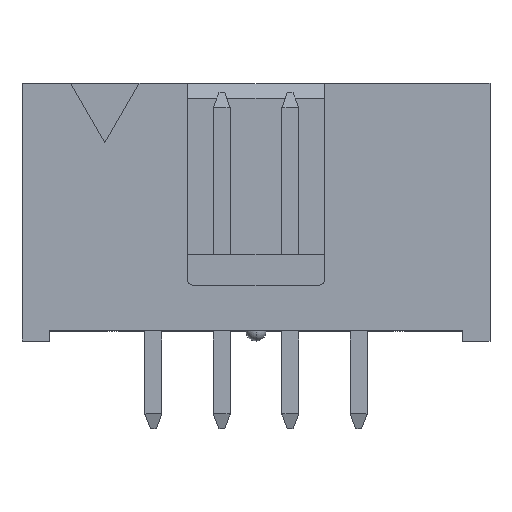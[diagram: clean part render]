
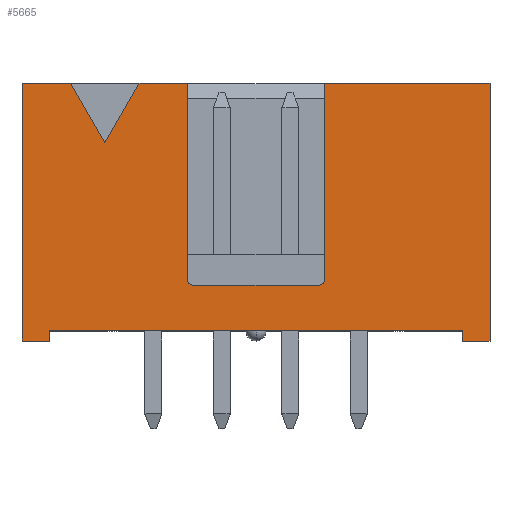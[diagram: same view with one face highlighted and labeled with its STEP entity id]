
A CAD part, top view. The second image highlights one B-rep face of the part: STEP entity #5665.
In plain terms, the highlighted planar face has unit normal (0, 0, 1).
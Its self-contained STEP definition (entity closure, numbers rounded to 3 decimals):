
#62 = CARTESIAN_POINT ( 'NONE',  ( -7.665, 0.38, 4.41 ) ) ;
#203 = ORIENTED_EDGE ( 'NONE', *, *, #5781, .F. ) ;
#295 = LINE ( 'NONE', #6501, #1809 ) ;
#372 = LINE ( 'NONE', #2495, #4982 ) ;
#398 = ORIENTED_EDGE ( 'NONE', *, *, #3662, .F. ) ;
#526 = CARTESIAN_POINT ( 'NONE',  ( 2.54, 9.57, 4.41 ) ) ;
#584 = ORIENTED_EDGE ( 'NONE', *, *, #1420, .F. ) ;
#589 = LINE ( 'NONE', #2698, #6254 ) ;
#659 = CARTESIAN_POINT ( 'NONE',  ( 8.685, 9.57, 4.41 ) ) ;
#705 = DIRECTION ( 'NONE',  ( 0., -1., 0. ) ) ;
#795 = ORIENTED_EDGE ( 'NONE', *, *, #4680, .F. ) ;
#851 = VERTEX_POINT ( 'NONE', #8605 ) ;
#892 = ORIENTED_EDGE ( 'NONE', *, *, #8660, .F. ) ;
#972 = ORIENTED_EDGE ( 'NONE', *, *, #7740, .F. ) ;
#1034 = EDGE_CURVE ( 'NONE', #3060, #851, #7420, .T. ) ;
#1142 = EDGE_CURVE ( 'NONE', #4469, #2956, #2988, .T. ) ;
#1202 = LINE ( 'NONE', #6667, #2215 ) ;
#1240 = DIRECTION ( 'NONE',  ( 1., 0., 0. ) ) ;
#1250 = PLANE ( 'NONE',  #8783 ) ;
#1343 = ORIENTED_EDGE ( 'NONE', *, *, #8523, .T. ) ;
#1383 = CARTESIAN_POINT ( 'NONE',  ( -2.54, 9.57, 4.41 ) ) ;
#1420 = EDGE_CURVE ( 'NONE', #5007, #3269, #295, .T. ) ;
#1452 = CIRCLE ( 'NONE', #7723, 0.2 ) ;
#1655 = DIRECTION ( 'NONE',  ( 0., -1., 0. ) ) ;
#1698 = CARTESIAN_POINT ( 'NONE',  ( 7.665, 0.38, 4.41 ) ) ;
#1809 = VECTOR ( 'NONE', #3092, 1000. ) ;
#1881 = CARTESIAN_POINT ( 'NONE',  ( -4.343, 9.57, 4.41 ) ) ;
#1937 = CARTESIAN_POINT ( 'NONE',  ( -7.665, 0., 4.41 ) ) ;
#2029 = CARTESIAN_POINT ( 'NONE',  ( 2.54, 2.27, 4.41 ) ) ;
#2199 = CARTESIAN_POINT ( 'NONE',  ( -2.34, 2.27, 4.41 ) ) ;
#2206 = VECTOR ( 'NONE', #4191, 1000. ) ;
#2215 = VECTOR ( 'NONE', #8579, 1000. ) ;
#2306 = VECTOR ( 'NONE', #6337, 1000. ) ;
#2495 = CARTESIAN_POINT ( 'NONE',  ( 7.665, 0.38, 4.41 ) ) ;
#2566 = FACE_OUTER_BOUND ( 'NONE', #3167, .T. ) ;
#2648 = EDGE_CURVE ( 'NONE', #8406, #3060, #1452, .T. ) ;
#2671 = ORIENTED_EDGE ( 'NONE', *, *, #1142, .T. ) ;
#2698 = CARTESIAN_POINT ( 'NONE',  ( -8.685, 0., 4.41 ) ) ;
#2702 = VERTEX_POINT ( 'NONE', #7636 ) ;
#2810 = CARTESIAN_POINT ( 'NONE',  ( -8.685, 9.57, 4.41 ) ) ;
#2876 = CARTESIAN_POINT ( 'NONE',  ( -2.54, 9.57, 4.41 ) ) ;
#2952 = CARTESIAN_POINT ( 'NONE',  ( -8.685, 0., 4.41 ) ) ;
#2956 = VERTEX_POINT ( 'NONE', #3853 ) ;
#2967 = DIRECTION ( 'NONE',  ( 1., 0., 0. ) ) ;
#2988 = LINE ( 'NONE', #2952, #2206 ) ;
#3060 = VERTEX_POINT ( 'NONE', #2029 ) ;
#3092 = DIRECTION ( 'NONE',  ( 0.5, -0.866, 0. ) ) ;
#3167 = EDGE_LOOP ( 'NONE', ( #203, #972, #584, #3924, #3390, #6426, #795, #5673, #1343, #2671, #3642, #6510, #5266, #4967, #398, #6753, #892 ) ) ;
#3269 = VERTEX_POINT ( 'NONE', #4796 ) ;
#3331 = CARTESIAN_POINT ( 'NONE',  ( -8.685, 0., 4.41 ) ) ;
#3390 = ORIENTED_EDGE ( 'NONE', *, *, #4155, .T. ) ;
#3413 = CARTESIAN_POINT ( 'NONE',  ( -2.34, 2.07, 4.41 ) ) ;
#3483 = CARTESIAN_POINT ( 'NONE',  ( 2.34, 2.27, 4.41 ) ) ;
#3482 = VECTOR ( 'NONE', #7560, 1000. ) ;
#3520 = EDGE_CURVE ( 'NONE', #7330, #8597, #589, .T. ) ;
#3551 = VECTOR ( 'NONE', #4660, 1000. ) ;
#3623 = VECTOR ( 'NONE', #5452, 1000. ) ;
#3626 = LINE ( 'NONE', #2810, #2306 ) ;
#3642 = ORIENTED_EDGE ( 'NONE', *, *, #4187, .F. ) ;
#3662 = EDGE_CURVE ( 'NONE', #7361, #8406, #7115, .T. ) ;
#3853 = CARTESIAN_POINT ( 'NONE',  ( 8.685, 0., 4.41 ) ) ;
#3924 = ORIENTED_EDGE ( 'NONE', *, *, #7875, .F. ) ;
#4002 = DIRECTION ( 'NONE',  ( 0., -1., 0. ) ) ;
#4028 = VECTOR ( 'NONE', #6355, 1000. ) ;
#4121 = LINE ( 'NONE', #6159, #3482 ) ;
#4155 = EDGE_CURVE ( 'NONE', #5490, #7330, #6723, .T. ) ;
#4187 = EDGE_CURVE ( 'NONE', #5686, #2956, #4684, .T. ) ;
#4191 = DIRECTION ( 'NONE',  ( 1., 0., 0. ) ) ;
#4303 = VECTOR ( 'NONE', #705, 1000. ) ;
#4453 = AXIS2_PLACEMENT_3D ( 'NONE', #2199, #6246, #2967 ) ;
#4469 = VERTEX_POINT ( 'NONE', #5889 ) ;
#4508 = CARTESIAN_POINT ( 'NONE',  ( 0., 0.38, 4.41 ) ) ;
#4604 = EDGE_CURVE ( 'NONE', #2702, #7361, #8344, .T. ) ;
#4660 = DIRECTION ( 'NONE',  ( 0., -1., 0. ) ) ;
#4671 = LINE ( 'NONE', #7390, #5010 ) ;
#4680 = EDGE_CURVE ( 'NONE', #5825, #8597, #4121, .T. ) ;
#4684 = LINE ( 'NONE', #659, #4303 ) ;
#4796 = CARTESIAN_POINT ( 'NONE',  ( -5.613, 7.37, 4.41 ) ) ;
#4883 = VECTOR ( 'NONE', #5177, 1000. ) ;
#4967 = ORIENTED_EDGE ( 'NONE', *, *, #2648, .F. ) ;
#4982 = VECTOR ( 'NONE', #1655, 1000. ) ;
#5007 = VERTEX_POINT ( 'NONE', #8226 ) ;
#5010 = VECTOR ( 'NONE', #1240, 1000. ) ;
#5177 = DIRECTION ( 'NONE',  ( -1., 0., 0. ) ) ;
#5266 = ORIENTED_EDGE ( 'NONE', *, *, #1034, .F. ) ;
#5339 = CARTESIAN_POINT ( 'NONE',  ( -8.685, 9.57, 4.41 ) ) ;
#5452 = DIRECTION ( 'NONE',  ( 0., 1., 0. ) ) ;
#5472 = LINE ( 'NONE', #1383, #3551 ) ;
#5490 = VERTEX_POINT ( 'NONE', #7068 ) ;
#5665 = ADVANCED_FACE ( 'NONE', ( #2566 ), #1250, .F. ) ;
#5673 = ORIENTED_EDGE ( 'NONE', *, *, #8238, .F. ) ;
#5686 = VERTEX_POINT ( 'NONE', #5935 ) ;
#5703 = DIRECTION ( 'NONE',  ( 1., 0., 0. ) ) ;
#5781 = EDGE_CURVE ( 'NONE', #7861, #8157, #3626, .T. ) ;
#5825 = VERTEX_POINT ( 'NONE', #62 ) ;
#5871 = VERTEX_POINT ( 'NONE', #1698 ) ;
#5889 = CARTESIAN_POINT ( 'NONE',  ( 7.665, 0., 4.41 ) ) ;
#5935 = CARTESIAN_POINT ( 'NONE',  ( 8.685, 9.57, 4.41 ) ) ;
#6159 = CARTESIAN_POINT ( 'NONE',  ( -7.665, 0.38, 4.41 ) ) ;
#6246 = DIRECTION ( 'NONE',  ( 0., 0., 1. ) ) ;
#6254 = VECTOR ( 'NONE', #8848, 1000. ) ;
#6337 = DIRECTION ( 'NONE',  ( 1., 0., 0. ) ) ;
#6355 = DIRECTION ( 'NONE',  ( 1., 0., 0. ) ) ;
#6426 = ORIENTED_EDGE ( 'NONE', *, *, #3520, .T. ) ;
#6501 = CARTESIAN_POINT ( 'NONE',  ( -6.882, 9.57, 4.41 ) ) ;
#6510 = ORIENTED_EDGE ( 'NONE', *, *, #8206, .F. ) ;
#6667 = CARTESIAN_POINT ( 'NONE',  ( -5.613, 7.37, 4.41 ) ) ;
#6723 = LINE ( 'NONE', #8911, #8204 ) ;
#6753 = ORIENTED_EDGE ( 'NONE', *, *, #4604, .F. ) ;
#7068 = CARTESIAN_POINT ( 'NONE',  ( -8.685, 9.57, 4.41 ) ) ;
#7115 = LINE ( 'NONE', #8545, #4028 ) ;
#7279 = LINE ( 'NONE', #4508, #4883 ) ;
#7330 = VERTEX_POINT ( 'NONE', #3331 ) ;
#7361 = VERTEX_POINT ( 'NONE', #3413 ) ;
#7390 = CARTESIAN_POINT ( 'NONE',  ( -8.685, 9.57, 4.41 ) ) ;
#7420 = LINE ( 'NONE', #526, #3623 ) ;
#7560 = DIRECTION ( 'NONE',  ( 0., -1., 0. ) ) ;
#7636 = CARTESIAN_POINT ( 'NONE',  ( -2.54, 2.27, 4.41 ) ) ;
#7723 = AXIS2_PLACEMENT_3D ( 'NONE', #3483, #8140, #5703 ) ;
#7740 = EDGE_CURVE ( 'NONE', #3269, #7861, #1202, .T. ) ;
#7853 = DIRECTION ( 'NONE',  ( 1., 0., 0. ) ) ;
#7861 = VERTEX_POINT ( 'NONE', #1881 ) ;
#7875 = EDGE_CURVE ( 'NONE', #5490, #5007, #4671, .T. ) ;
#7907 = LINE ( 'NONE', #8655, #8754 ) ;
#8085 = DIRECTION ( 'NONE',  ( 0., 0., -1. ) ) ;
#8140 = DIRECTION ( 'NONE',  ( 0., 0., 1. ) ) ;
#8157 = VERTEX_POINT ( 'NONE', #2876 ) ;
#8181 = DIRECTION ( 'NONE',  ( -1., 0., 0. ) ) ;
#8204 = VECTOR ( 'NONE', #4002, 1000. ) ;
#8206 = EDGE_CURVE ( 'NONE', #851, #5686, #7907, .T. ) ;
#8211 = CARTESIAN_POINT ( 'NONE',  ( 2.34, 2.07, 4.41 ) ) ;
#8226 = CARTESIAN_POINT ( 'NONE',  ( -6.882, 9.57, 4.41 ) ) ;
#8238 = EDGE_CURVE ( 'NONE', #5871, #5825, #7279, .T. ) ;
#8344 = CIRCLE ( 'NONE', #4453, 0.2 ) ;
#8406 = VERTEX_POINT ( 'NONE', #8211 ) ;
#8523 = EDGE_CURVE ( 'NONE', #5871, #4469, #372, .T. ) ;
#8545 = CARTESIAN_POINT ( 'NONE',  ( -2.34, 2.07, 4.41 ) ) ;
#8579 = DIRECTION ( 'NONE',  ( 0.5, 0.866, 0. ) ) ;
#8597 = VERTEX_POINT ( 'NONE', #1937 ) ;
#8605 = CARTESIAN_POINT ( 'NONE',  ( 2.54, 9.57, 4.41 ) ) ;
#8655 = CARTESIAN_POINT ( 'NONE',  ( -8.685, 9.57, 4.41 ) ) ;
#8660 = EDGE_CURVE ( 'NONE', #8157, #2702, #5472, .T. ) ;
#8754 = VECTOR ( 'NONE', #7853, 1000. ) ;
#8783 = AXIS2_PLACEMENT_3D ( 'NONE', #5339, #8085, #8181 ) ;
#8848 = DIRECTION ( 'NONE',  ( 1., 0., 0. ) ) ;
#8911 = CARTESIAN_POINT ( 'NONE',  ( -8.685, 9.57, 4.41 ) ) ;
